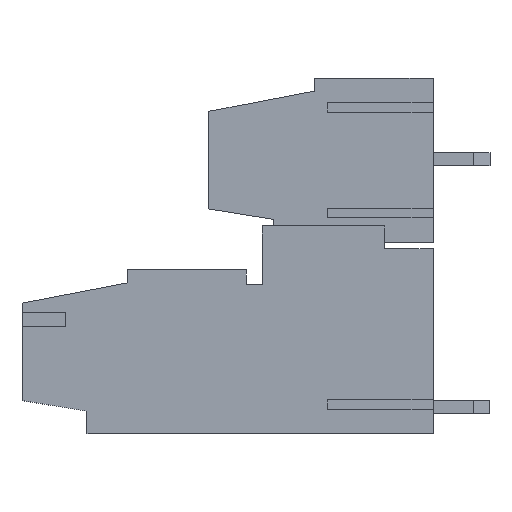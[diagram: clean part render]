
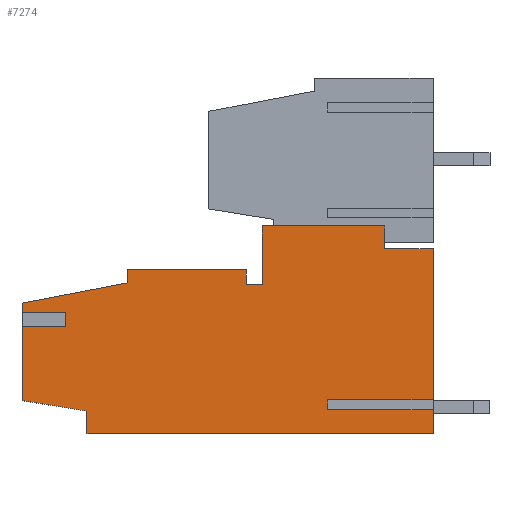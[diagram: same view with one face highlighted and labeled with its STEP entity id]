
A CAD part, left-side view. The second image highlights one B-rep face of the part: STEP entity #7274.
In plain terms, the highlighted planar face has unit normal (-1, 0, 0).
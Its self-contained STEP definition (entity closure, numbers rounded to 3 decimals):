
#207=ORIENTED_EDGE('',*,*,#2301,.F.);
#208=ORIENTED_EDGE('',*,*,#2302,.F.);
#209=ORIENTED_EDGE('',*,*,#2303,.T.);
#210=ORIENTED_EDGE('',*,*,#2304,.F.);
#211=ORIENTED_EDGE('',*,*,#2305,.F.);
#212=ORIENTED_EDGE('',*,*,#2306,.F.);
#213=ORIENTED_EDGE('',*,*,#2282,.F.);
#214=ORIENTED_EDGE('',*,*,#2307,.F.);
#215=ORIENTED_EDGE('',*,*,#2308,.F.);
#216=ORIENTED_EDGE('',*,*,#2309,.T.);
#217=ORIENTED_EDGE('',*,*,#2310,.T.);
#218=ORIENTED_EDGE('',*,*,#2311,.F.);
#219=ORIENTED_EDGE('',*,*,#2312,.F.);
#220=ORIENTED_EDGE('',*,*,#2313,.F.);
#221=ORIENTED_EDGE('',*,*,#2314,.F.);
#222=ORIENTED_EDGE('',*,*,#2315,.F.);
#223=ORIENTED_EDGE('',*,*,#2316,.F.);
#224=ORIENTED_EDGE('',*,*,#2317,.F.);
#225=ORIENTED_EDGE('',*,*,#2318,.F.);
#226=ORIENTED_EDGE('',*,*,#2319,.F.);
#227=ORIENTED_EDGE('',*,*,#2320,.F.);
#228=ORIENTED_EDGE('',*,*,#2321,.F.);
#2282=EDGE_CURVE('',#3330,#3331,#4020,.T.);
#2301=EDGE_CURVE('',#3347,#3348,#4039,.T.);
#2302=EDGE_CURVE('',#3349,#3347,#4040,.T.);
#2303=EDGE_CURVE('',#3349,#3350,#4041,.T.);
#2304=EDGE_CURVE('',#3351,#3350,#4042,.T.);
#2305=EDGE_CURVE('',#3352,#3351,#4043,.T.);
#2306=EDGE_CURVE('',#3331,#3352,#4044,.T.);
#2307=EDGE_CURVE('',#3353,#3330,#4045,.T.);
#2308=EDGE_CURVE('',#3354,#3353,#4046,.T.);
#2309=EDGE_CURVE('',#3354,#3355,#4047,.T.);
#2310=EDGE_CURVE('',#3355,#3356,#4048,.T.);
#2311=EDGE_CURVE('',#3357,#3356,#4049,.T.);
#2312=EDGE_CURVE('',#3358,#3357,#4050,.T.);
#2313=EDGE_CURVE('',#3359,#3358,#4051,.T.);
#2314=EDGE_CURVE('',#3360,#3359,#4052,.T.);
#2315=EDGE_CURVE('',#3361,#3360,#4053,.T.);
#2316=EDGE_CURVE('',#3362,#3361,#4054,.T.);
#2317=EDGE_CURVE('',#3363,#3362,#4055,.T.);
#2318=EDGE_CURVE('',#3364,#3363,#4056,.T.);
#2319=EDGE_CURVE('',#3365,#3364,#4057,.T.);
#2320=EDGE_CURVE('',#3366,#3365,#4058,.T.);
#2321=EDGE_CURVE('',#3348,#3366,#4059,.T.);
#3330=VERTEX_POINT('',#10112);
#3331=VERTEX_POINT('',#10114);
#3347=VERTEX_POINT('',#10153);
#3348=VERTEX_POINT('',#10154);
#3349=VERTEX_POINT('',#10156);
#3350=VERTEX_POINT('',#10158);
#3351=VERTEX_POINT('',#10160);
#3352=VERTEX_POINT('',#10162);
#3353=VERTEX_POINT('',#10165);
#3354=VERTEX_POINT('',#10167);
#3355=VERTEX_POINT('',#10169);
#3356=VERTEX_POINT('',#10171);
#3357=VERTEX_POINT('',#10173);
#3358=VERTEX_POINT('',#10175);
#3359=VERTEX_POINT('',#10177);
#3360=VERTEX_POINT('',#10179);
#3361=VERTEX_POINT('',#10181);
#3362=VERTEX_POINT('',#10183);
#3363=VERTEX_POINT('',#10185);
#3364=VERTEX_POINT('',#10187);
#3365=VERTEX_POINT('',#10189);
#3366=VERTEX_POINT('',#10191);
#4020=LINE('',#10113,#5018);
#4039=LINE('',#10152,#5037);
#4040=LINE('',#10155,#5038);
#4041=LINE('',#10157,#5039);
#4042=LINE('',#10159,#5040);
#4043=LINE('',#10161,#5041);
#4044=LINE('',#10163,#5042);
#4045=LINE('',#10164,#5043);
#4046=LINE('',#10166,#5044);
#4047=LINE('',#10168,#5045);
#4048=LINE('',#10170,#5046);
#4049=LINE('',#10172,#5047);
#4050=LINE('',#10174,#5048);
#4051=LINE('',#10176,#5049);
#4052=LINE('',#10178,#5050);
#4053=LINE('',#10180,#5051);
#4054=LINE('',#10182,#5052);
#4055=LINE('',#10184,#5053);
#4056=LINE('',#10186,#5054);
#4057=LINE('',#10188,#5055);
#4058=LINE('',#10190,#5056);
#4059=LINE('',#10192,#5057);
#5018=VECTOR('',#8195,1000.);
#5037=VECTOR('',#8222,1000.);
#5038=VECTOR('',#8223,1000.);
#5039=VECTOR('',#8224,1000.);
#5040=VECTOR('',#8225,1000.);
#5041=VECTOR('',#8226,1000.);
#5042=VECTOR('',#8227,1000.);
#5043=VECTOR('',#8228,1000.);
#5044=VECTOR('',#8229,1000.);
#5045=VECTOR('',#8230,1000.);
#5046=VECTOR('',#8231,1000.);
#5047=VECTOR('',#8232,1000.);
#5048=VECTOR('',#8233,1000.);
#5049=VECTOR('',#8234,1000.);
#5050=VECTOR('',#8235,1000.);
#5051=VECTOR('',#8236,1000.);
#5052=VECTOR('',#8237,1000.);
#5053=VECTOR('',#8238,1000.);
#5054=VECTOR('',#8239,1000.);
#5055=VECTOR('',#8240,1000.);
#5056=VECTOR('',#8241,1000.);
#5057=VECTOR('',#8242,1000.);
#6017=EDGE_LOOP('',(#207,#208,#209,#210,#211,#212,#213,#214,#215,#216,#217,
#218,#219,#220,#221,#222,#223,#224,#225,#226,#227,#228));
#6463=FACE_BOUND('',#6017,.T.);
#6909=PLANE('',#7734);
#7274=ADVANCED_FACE('',(#6463),#6909,.F.);
#7734=AXIS2_PLACEMENT_3D('',#10151,#8220,#8221);
#8195=DIRECTION('',(0.,1.,0.));
#8220=DIRECTION('',(1.,0.,0.));
#8221=DIRECTION('',(0.,0.,-1.));
#8222=DIRECTION('',(0.,1.,0.));
#8223=DIRECTION('',(0.,0.,1.));
#8224=DIRECTION('',(0.,1.,0.));
#8225=DIRECTION('',(0.,0.,1.));
#8226=DIRECTION('',(0.,0.987,0.16));
#8227=DIRECTION('',(0.,0.,1.));
#8228=DIRECTION('',(0.,0.,-1.));
#8229=DIRECTION('',(0.,-1.,0.));
#8230=DIRECTION('',(0.,0.,1.));
#8231=DIRECTION('',(0.,-1.,0.));
#8232=DIRECTION('',(0.,0.,-1.));
#8233=DIRECTION('',(0.,-1.,0.));
#8234=DIRECTION('',(0.,0.,-1.));
#8235=DIRECTION('',(0.,-1.,0.));
#8236=DIRECTION('',(0.,0.,1.));
#8237=DIRECTION('',(0.,-1.,0.));
#8238=DIRECTION('',(0.,0.,-1.));
#8239=DIRECTION('',(0.,-1.,0.));
#8240=DIRECTION('',(0.,0.,1.));
#8241=DIRECTION('',(0.,-0.982,0.189));
#8242=DIRECTION('',(0.,0.,1.));
#10112=CARTESIAN_POINT('',(-7.62,-15.15,-5.05));
#10113=CARTESIAN_POINT('',(-7.62,-15.15,-5.05));
#10114=CARTESIAN_POINT('',(-7.62,6.15,-5.05));
#10151=CARTESIAN_POINT('',(-7.62,0.,0.));
#10152=CARTESIAN_POINT('',(-7.62,7.45,2.3));
#10153=CARTESIAN_POINT('',(-7.62,7.45,2.3));
#10154=CARTESIAN_POINT('',(-7.62,10.15,2.3));
#10155=CARTESIAN_POINT('',(-7.62,7.45,1.7));
#10156=CARTESIAN_POINT('',(-7.62,7.45,1.7));
#10157=CARTESIAN_POINT('',(-7.62,7.45,1.7));
#10158=CARTESIAN_POINT('',(-7.62,10.15,1.7));
#10159=CARTESIAN_POINT('',(-7.62,10.15,-3.));
#10160=CARTESIAN_POINT('',(-7.62,10.15,-3.));
#10161=CARTESIAN_POINT('',(-7.62,6.15,-3.65));
#10162=CARTESIAN_POINT('',(-7.62,6.15,-3.65));
#10163=CARTESIAN_POINT('',(-7.62,6.15,-5.05));
#10164=CARTESIAN_POINT('',(-7.62,-15.15,6.35));
#10165=CARTESIAN_POINT('',(-7.62,-15.15,-3.55));
#10166=CARTESIAN_POINT('',(-7.62,-8.65,-3.55));
#10167=CARTESIAN_POINT('',(-7.62,-8.65,-3.55));
#10168=CARTESIAN_POINT('',(-7.62,-8.65,-3.55));
#10169=CARTESIAN_POINT('',(-7.62,-8.65,-2.95));
#10170=CARTESIAN_POINT('',(-7.62,-8.65,-2.95));
#10171=CARTESIAN_POINT('',(-7.62,-15.15,-2.95));
#10172=CARTESIAN_POINT('',(-7.62,-15.15,6.35));
#10173=CARTESIAN_POINT('',(-7.62,-15.15,6.35));
#10174=CARTESIAN_POINT('',(-7.62,-12.17,6.35));
#10175=CARTESIAN_POINT('',(-7.62,-12.17,6.35));
#10176=CARTESIAN_POINT('',(-7.62,-12.17,7.75));
#10177=CARTESIAN_POINT('',(-7.62,-12.17,7.75));
#10178=CARTESIAN_POINT('',(-7.62,-4.65,7.75));
#10179=CARTESIAN_POINT('',(-7.62,-4.65,7.75));
#10180=CARTESIAN_POINT('',(-7.62,-4.65,4.15));
#10181=CARTESIAN_POINT('',(-7.62,-4.65,4.15));
#10182=CARTESIAN_POINT('',(-7.62,-3.65,4.15));
#10183=CARTESIAN_POINT('',(-7.62,-3.65,4.15));
#10184=CARTESIAN_POINT('',(-7.62,-3.65,5.05));
#10185=CARTESIAN_POINT('',(-7.62,-3.65,5.05));
#10186=CARTESIAN_POINT('',(-7.62,3.65,5.05));
#10187=CARTESIAN_POINT('',(-7.62,3.65,5.05));
#10188=CARTESIAN_POINT('',(-7.62,3.65,4.25));
#10189=CARTESIAN_POINT('',(-7.62,3.65,4.25));
#10190=CARTESIAN_POINT('',(-7.62,10.15,3.));
#10191=CARTESIAN_POINT('',(-7.62,10.15,3.));
#10192=CARTESIAN_POINT('',(-7.62,10.15,-3.));
